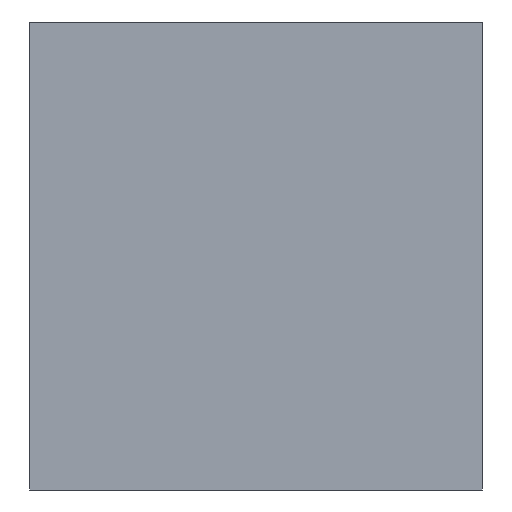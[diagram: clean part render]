
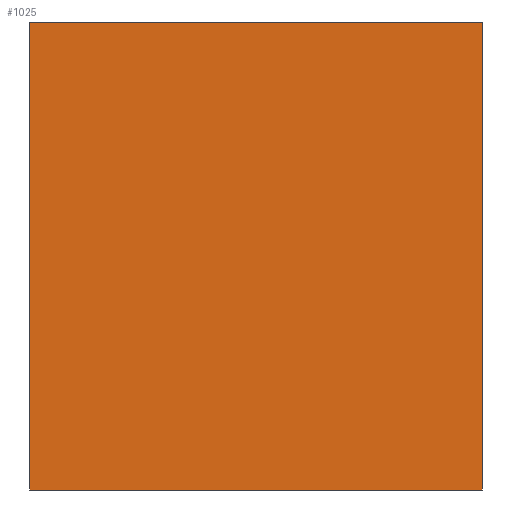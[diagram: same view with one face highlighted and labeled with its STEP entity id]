
A CAD part, front view. The second image highlights one B-rep face of the part: STEP entity #1025.
In plain terms, the highlighted free-form (B-spline) face has degree [1, 1] with [2, 2] control points.
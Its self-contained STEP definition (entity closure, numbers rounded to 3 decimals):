
#43 = B_SPLINE_SURFACE_WITH_KNOTS('',1,1,(
    (#44,#45)
    ,(#46,#47)),.UNSPECIFIED.,.F.,.F.,.F.,(2,2),(2,2),(-14.501,
    14.501),(-8.532,11.48),
  .PIECEWISE_BEZIER_KNOTS.);
#44 = CARTESIAN_POINT('',(29.001,-0.001,0.));
#45 = CARTESIAN_POINT('',(29.001,20.011,0.));
#46 = CARTESIAN_POINT('',(-0.001,-0.001,0.));
#47 = CARTESIAN_POINT('',(-0.001,20.011,0.));
#97 = B_SPLINE_SURFACE_WITH_KNOTS('',1,1,(
    (#98,#99)
    ,(#100,#101
    )),.UNSPECIFIED.,.F.,.F.,.F.,(2,2),(2,2),(-14.501,
    14.501),(-8.532,11.48),
  .PIECEWISE_BEZIER_KNOTS.);
#98 = CARTESIAN_POINT('',(-0.001,-0.001,30.));
#99 = CARTESIAN_POINT('',(-0.001,20.011,30.));
#100 = CARTESIAN_POINT('',(29.001,-0.001,30.));
#101 = CARTESIAN_POINT('',(29.001,20.011,30.));
#941 = B_SPLINE_SURFACE_WITH_KNOTS('',1,1,(
    (#942,#943)
    ,(#944,#945
    )),.UNSPECIFIED.,.F.,.F.,.F.,(2,2),(2,2),(-0.001,19.501),(
    -0.001,30.001),.PIECEWISE_BEZIER_KNOTS.);
#942 = CARTESIAN_POINT('',(29.,-0.001,-0.001));
#943 = CARTESIAN_POINT('',(29.,-0.001,30.001));
#944 = CARTESIAN_POINT('',(29.,19.501,-0.001));
#945 = CARTESIAN_POINT('',(29.,19.501,30.001));
#957 = VERTEX_POINT('',#958);
#958 = CARTESIAN_POINT('',(29.,0.,0.));
#980 = VERTEX_POINT('',#981);
#981 = CARTESIAN_POINT('',(29.,0.,30.));
#1001 = EDGE_CURVE('',#957,#980,#1002,.T.);
#1002 = SURFACE_CURVE('',#1003,(#1006,#1013),.PCURVE_S1.);
#1003 = B_SPLINE_CURVE_WITH_KNOTS('',1,(#1004,#1005),.UNSPECIFIED.,.F.,
  .F.,(2,2),(0.,30.),.PIECEWISE_BEZIER_KNOTS.);
#1004 = CARTESIAN_POINT('',(29.,0.,0.));
#1005 = CARTESIAN_POINT('',(29.,0.,30.));
#1006 = PCURVE('',#941,#1007);
#1007 = DEFINITIONAL_REPRESENTATION('',(#1008),#1012);
#1008 = LINE('',#1009,#1010);
#1009 = CARTESIAN_POINT('',(0.,0.));
#1010 = VECTOR('',#1011,1.);
#1011 = DIRECTION('',(0.,1.));
#1012 = ( GEOMETRIC_REPRESENTATION_CONTEXT(2) 
PARAMETRIC_REPRESENTATION_CONTEXT() REPRESENTATION_CONTEXT('2D SPACE',''
  ) );
#1013 = PCURVE('',#1014,#1019);
#1014 = B_SPLINE_SURFACE_WITH_KNOTS('',1,1,(
    (#1015,#1016)
    ,(#1017,#1018
    )),.UNSPECIFIED.,.F.,.F.,.F.,(2,2),(2,2),(-0.001,29.001),(-0.001,
    30.001),.PIECEWISE_BEZIER_KNOTS.);
#1015 = CARTESIAN_POINT('',(-0.001,0.,-0.001));
#1016 = CARTESIAN_POINT('',(-0.001,0.,30.001));
#1017 = CARTESIAN_POINT('',(29.001,0.,-0.001));
#1018 = CARTESIAN_POINT('',(29.001,0.,30.001));
#1019 = DEFINITIONAL_REPRESENTATION('',(#1020),#1024);
#1020 = LINE('',#1021,#1022);
#1021 = CARTESIAN_POINT('',(29.,0.));
#1022 = VECTOR('',#1023,1.);
#1023 = DIRECTION('',(0.,1.));
#1024 = ( GEOMETRIC_REPRESENTATION_CONTEXT(2) 
PARAMETRIC_REPRESENTATION_CONTEXT() REPRESENTATION_CONTEXT('2D SPACE',''
  ) );
#1025 = ADVANCED_FACE('',(#1026),#1014,.T.);
#1026 = FACE_BOUND('',#1027,.T.);
#1027 = EDGE_LOOP('',(#1028,#1050,#1051,#1073));
#1028 = ORIENTED_EDGE('',*,*,#1029,.F.);
#1029 = EDGE_CURVE('',#957,#1030,#1032,.T.);
#1030 = VERTEX_POINT('',#1031);
#1031 = CARTESIAN_POINT('',(0.,0.,0.));
#1032 = SURFACE_CURVE('',#1033,(#1036,#1043),.PCURVE_S1.);
#1033 = B_SPLINE_CURVE_WITH_KNOTS('',1,(#1034,#1035),.UNSPECIFIED.,.F.,
  .F.,(2,2),(0.,29.),.PIECEWISE_BEZIER_KNOTS.);
#1034 = CARTESIAN_POINT('',(29.,0.,0.));
#1035 = CARTESIAN_POINT('',(0.,0.,0.));
#1036 = PCURVE('',#1014,#1037);
#1037 = DEFINITIONAL_REPRESENTATION('',(#1038),#1042);
#1038 = LINE('',#1039,#1040);
#1039 = CARTESIAN_POINT('',(29.,0.));
#1040 = VECTOR('',#1041,1.);
#1041 = DIRECTION('',(-1.,0.));
#1042 = ( GEOMETRIC_REPRESENTATION_CONTEXT(2) 
PARAMETRIC_REPRESENTATION_CONTEXT() REPRESENTATION_CONTEXT('2D SPACE',''
  ) );
#1043 = PCURVE('',#43,#1044);
#1044 = DEFINITIONAL_REPRESENTATION('',(#1045),#1049);
#1045 = LINE('',#1046,#1047);
#1046 = CARTESIAN_POINT('',(-14.5,-8.531));
#1047 = VECTOR('',#1048,1.);
#1048 = DIRECTION('',(1.,0.));
#1049 = ( GEOMETRIC_REPRESENTATION_CONTEXT(2) 
PARAMETRIC_REPRESENTATION_CONTEXT() REPRESENTATION_CONTEXT('2D SPACE',''
  ) );
#1050 = ORIENTED_EDGE('',*,*,#1001,.T.);
#1051 = ORIENTED_EDGE('',*,*,#1052,.F.);
#1052 = EDGE_CURVE('',#1053,#980,#1055,.T.);
#1053 = VERTEX_POINT('',#1054);
#1054 = CARTESIAN_POINT('',(0.,0.,30.));
#1055 = SURFACE_CURVE('',#1056,(#1059,#1066),.PCURVE_S1.);
#1056 = B_SPLINE_CURVE_WITH_KNOTS('',1,(#1057,#1058),.UNSPECIFIED.,.F.,
  .F.,(2,2),(-29.,0.),.PIECEWISE_BEZIER_KNOTS.);
#1057 = CARTESIAN_POINT('',(0.,0.,30.));
#1058 = CARTESIAN_POINT('',(29.,0.,30.));
#1059 = PCURVE('',#1014,#1060);
#1060 = DEFINITIONAL_REPRESENTATION('',(#1061),#1065);
#1061 = LINE('',#1062,#1063);
#1062 = CARTESIAN_POINT('',(29.,30.));
#1063 = VECTOR('',#1064,1.);
#1064 = DIRECTION('',(1.,0.));
#1065 = ( GEOMETRIC_REPRESENTATION_CONTEXT(2) 
PARAMETRIC_REPRESENTATION_CONTEXT() REPRESENTATION_CONTEXT('2D SPACE',''
  ) );
#1066 = PCURVE('',#97,#1067);
#1067 = DEFINITIONAL_REPRESENTATION('',(#1068),#1072);
#1068 = LINE('',#1069,#1070);
#1069 = CARTESIAN_POINT('',(14.5,-8.531));
#1070 = VECTOR('',#1071,1.);
#1071 = DIRECTION('',(1.,0.));
#1072 = ( GEOMETRIC_REPRESENTATION_CONTEXT(2) 
PARAMETRIC_REPRESENTATION_CONTEXT() REPRESENTATION_CONTEXT('2D SPACE',''
  ) );
#1073 = ORIENTED_EDGE('',*,*,#1074,.F.);
#1074 = EDGE_CURVE('',#1030,#1053,#1075,.T.);
#1075 = SURFACE_CURVE('',#1076,(#1079,#1086),.PCURVE_S1.);
#1076 = B_SPLINE_CURVE_WITH_KNOTS('',1,(#1077,#1078),.UNSPECIFIED.,.F.,
  .F.,(2,2),(0.,30.),.PIECEWISE_BEZIER_KNOTS.);
#1077 = CARTESIAN_POINT('',(0.,0.,0.));
#1078 = CARTESIAN_POINT('',(0.,0.,30.));
#1079 = PCURVE('',#1014,#1080);
#1080 = DEFINITIONAL_REPRESENTATION('',(#1081),#1085);
#1081 = LINE('',#1082,#1083);
#1082 = CARTESIAN_POINT('',(0.,0.));
#1083 = VECTOR('',#1084,1.);
#1084 = DIRECTION('',(0.,1.));
#1085 = ( GEOMETRIC_REPRESENTATION_CONTEXT(2) 
PARAMETRIC_REPRESENTATION_CONTEXT() REPRESENTATION_CONTEXT('2D SPACE',''
  ) );
#1086 = PCURVE('',#1087,#1092);
#1087 = B_SPLINE_SURFACE_WITH_KNOTS('',1,1,(
    (#1088,#1089)
    ,(#1090,#1091
    )),.UNSPECIFIED.,.F.,.F.,.F.,(2,2),(2,2),(-0.001,19.501),(-0.001,
    30.001),.PIECEWISE_BEZIER_KNOTS.);
#1088 = CARTESIAN_POINT('',(0.,19.501,-0.001));
#1089 = CARTESIAN_POINT('',(0.,19.501,30.001));
#1090 = CARTESIAN_POINT('',(0.,-0.001,-0.001));
#1091 = CARTESIAN_POINT('',(0.,-0.001,30.001));
#1092 = DEFINITIONAL_REPRESENTATION('',(#1093),#1097);
#1093 = LINE('',#1094,#1095);
#1094 = CARTESIAN_POINT('',(19.5,0.));
#1095 = VECTOR('',#1096,1.);
#1096 = DIRECTION('',(0.,1.));
#1097 = ( GEOMETRIC_REPRESENTATION_CONTEXT(2) 
PARAMETRIC_REPRESENTATION_CONTEXT() REPRESENTATION_CONTEXT('2D SPACE',''
  ) );
